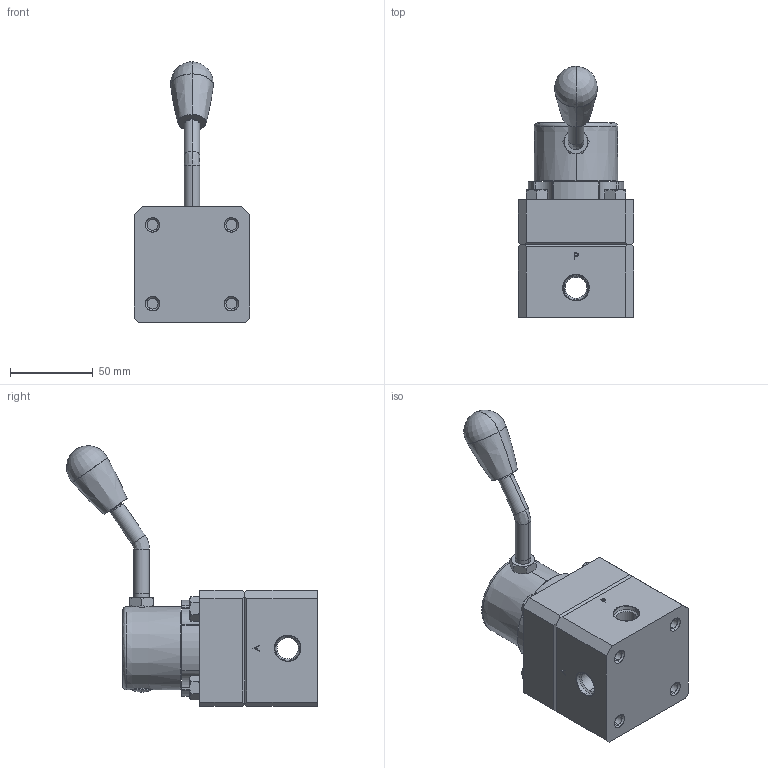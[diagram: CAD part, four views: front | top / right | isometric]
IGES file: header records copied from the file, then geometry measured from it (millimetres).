
Start section: SolidWorks IGES file using analytic representation for surfaces
Global section: file name: ECA'28#-L#D-3X-4Y.IGS; native system: SolidWorks 2016; preprocessor: SolidWorks 2016; author: pcw; date: 181001.110604; units: millimetre
Bounding box: 70 x 151.7 x 157.42 mm (x, y, z)
Surface area: 49263.1 mm2 (no closed solid volume)
Topology: 0 solids, 0 shells, 257 faces, 3972 edges, 4681 vertices
Faces by surface type: bspline 139, revolution 118
